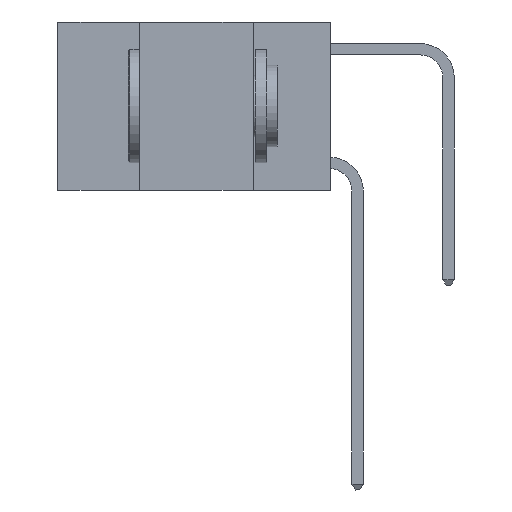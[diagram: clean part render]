
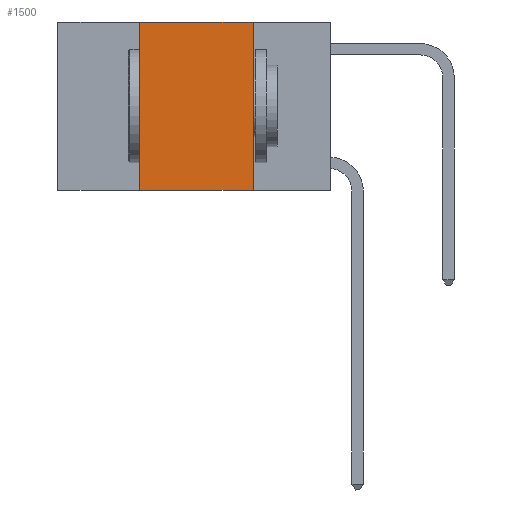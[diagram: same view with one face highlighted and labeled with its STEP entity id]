
A CAD part, left-side view. The second image highlights one B-rep face of the part: STEP entity #1500.
In plain terms, the highlighted planar face has unit normal (-1, 0, 0).
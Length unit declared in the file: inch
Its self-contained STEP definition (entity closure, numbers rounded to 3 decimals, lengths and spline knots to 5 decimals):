
#751 = CARTESIAN_POINT ( 'NONE',  ( 0., 0.42, -0.37 ) ) ;
#955 = VECTOR ( 'NONE', #9926, 39.37008 ) ;
#1249 = CARTESIAN_POINT ( 'NONE',  ( 0., 0.17, 0. ) ) ;
#1376 = VERTEX_POINT ( 'NONE', #10109 ) ;
#1500 = ADVANCED_FACE ( 'NONE', ( #7747 ), #3500, .F. ) ;
#2270 = LINE ( 'NONE', #3557, #8719 ) ;
#2812 = DIRECTION ( 'NONE',  ( 1., 0., 0. ) ) ;
#2870 = DIRECTION ( 'NONE',  ( 0., 0., -1. ) ) ;
#3472 = ORIENTED_EDGE ( 'NONE', *, *, #7395, .F. ) ;
#3500 = PLANE ( 'NONE',  #7761 ) ;
#3557 = CARTESIAN_POINT ( 'NONE',  ( 0., 0.6, 0. ) ) ;
#3783 = VERTEX_POINT ( 'NONE', #1249 ) ;
#3786 = LINE ( 'NONE', #5014, #5840 ) ;
#3828 = EDGE_CURVE ( 'NONE', #10273, #8062, #9142, .T. ) ;
#4289 = LINE ( 'NONE', #4422, #10872 ) ;
#4422 = CARTESIAN_POINT ( 'NONE',  ( 0., 0.17, 0. ) ) ;
#4601 = EDGE_LOOP ( 'NONE', ( #3472, #6581, #5713, #5799 ) ) ;
#5014 = CARTESIAN_POINT ( 'NONE',  ( 0., 0.42, 0. ) ) ;
#5713 = ORIENTED_EDGE ( 'NONE', *, *, #6756, .F. ) ;
#5799 = ORIENTED_EDGE ( 'NONE', *, *, #3828, .T. ) ;
#5840 = VECTOR ( 'NONE', #9329, 39.37008 ) ;
#5852 = EDGE_CURVE ( 'NONE', #1376, #3783, #2270, .T. ) ;
#6220 = DIRECTION ( 'NONE',  ( 0., -1., 0. ) ) ;
#6581 = ORIENTED_EDGE ( 'NONE', *, *, #5852, .F. ) ;
#6756 = EDGE_CURVE ( 'NONE', #10273, #1376, #3786, .T. ) ;
#7395 = EDGE_CURVE ( 'NONE', #3783, #8062, #4289, .T. ) ;
#7747 = FACE_OUTER_BOUND ( 'NONE', #4601, .T. ) ;
#7761 = AXIS2_PLACEMENT_3D ( 'NONE', #11113, #2812, #2870 ) ;
#8062 = VERTEX_POINT ( 'NONE', #10519 ) ;
#8719 = VECTOR ( 'NONE', #6220, 39.37008 ) ;
#8790 = DIRECTION ( 'NONE',  ( 0., 0., -1. ) ) ;
#9130 = CARTESIAN_POINT ( 'NONE',  ( 0., 0.6, -0.37 ) ) ;
#9142 = LINE ( 'NONE', #9130, #955 ) ;
#9329 = DIRECTION ( 'NONE',  ( 0., 0., 1. ) ) ;
#9926 = DIRECTION ( 'NONE',  ( 0., -1., 0. ) ) ;
#10109 = CARTESIAN_POINT ( 'NONE',  ( 0., 0.42, 0. ) ) ;
#10273 = VERTEX_POINT ( 'NONE', #751 ) ;
#10519 = CARTESIAN_POINT ( 'NONE',  ( 0., 0.17, -0.37 ) ) ;
#10872 = VECTOR ( 'NONE', #8790, 39.37008 ) ;
#11113 = CARTESIAN_POINT ( 'NONE',  ( 0., 0.6, 0. ) ) ;
